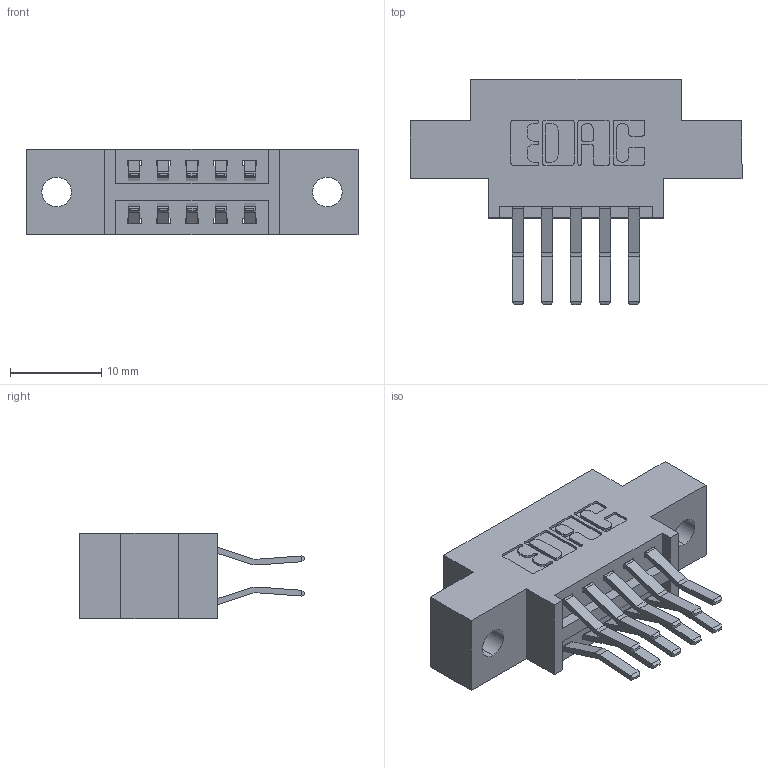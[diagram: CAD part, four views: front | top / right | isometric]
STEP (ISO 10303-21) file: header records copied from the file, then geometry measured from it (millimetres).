
FILE_DESCRIPTION (( 'STEP AP203' ), '1' );
FILE_NAME ('396-010-560-802.STEP', '2019-11-01T16:51:55', ( '' ), ( '' ), 'SwSTEP 2.0', 'SolidWorks 2016', '' );
FILE_SCHEMA (( 'CONFIG_CONTROL_DESIGN' ));
Length unit declared in the file: inch
Products named in the file (3): 345-292-001_560 Tail; 396-010-560-802; 346 Part_0.170 Offset - 0.128 Dia
Assembly tree (11 placements, depth 2):
  396-010-560-802
    346 Part_0.170 Offset - 0.128 Dia
    345-292-001_560 Tail  x10
Bounding box: 36.45 x 24.78 x 9.4 mm (x, y, z)
Volume: 3141.1 mm3; surface area: 3821.4 mm2
Topology: 11 solids, 11 shells, 666 faces, 1951 edges, 1286 vertices
Faces by surface type: plane 430, cylinder 236
Entity records: 8467 total; most frequent: CARTESIAN_POINT 1448, ORIENTED_EDGE 1382, DIRECTION 1331, EDGE_CURVE 691, LINE 535, VECTOR 535, VERTEX_POINT 458, AXIS2_PLACEMENT_3D 398
